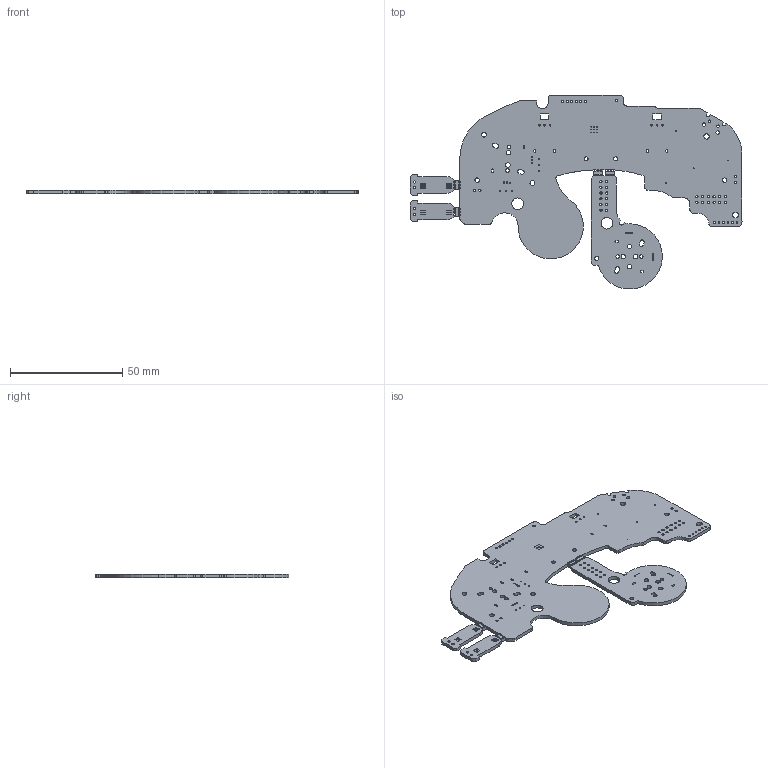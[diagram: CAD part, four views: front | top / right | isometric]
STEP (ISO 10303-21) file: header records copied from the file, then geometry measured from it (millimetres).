
FILE_DESCRIPTION(('KiCad electronic assembly'),'2;1');
FILE_NAME('PhobGCC_test.step','2022-10-29T19:25:14',('Pcbnew'),('Kicad') ,'Open CASCADE STEP processor 7.6','KiCad to STEP converter','Unknown' );
FILE_SCHEMA(('AUTOMOTIVE_DESIGN { 1 0 10303 214 1 1 1 1 }'));
Length unit declared in the file: millimetre
Products named in the file (2): PhobGCC_test 1; _autosave-PhobGCC PCB
Assembly tree (1 placements, depth 2):
  PhobGCC_test 1
    _autosave-PhobGCC PCB
Bounding box: 147.63 x 86.21 x 1.6 mm (x, y, z)
Volume: 10940.6 mm3; surface area: 15637.5 mm2
Topology: 1 solids, 1 shells, 349 faces, 1041 edges, 694 vertices
Faces by surface type: cylinder 237, plane 112
Full cylindrical faces by diameter (mm): 0.35 x9, 0.4 x40, 0.5 x6, 0.6 x12, 0.787 x24, 0.8 x12, 1 x39, 1.1 x2, 1.5 x2, 1.6 x4, 1.8 x3, 2 x8, 2.2 x2, 2.4 x1, 5.2 x2
Entity records: 27679 total; most frequent: CARTESIAN_POINT 7012, DIRECTION 3825, LINE 2175, VECTOR 2175, ORIENTED_EDGE 2082, PCURVE 2082, DEFINITIONAL_REPRESENTATION 2082, EDGE_CURVE 1041
